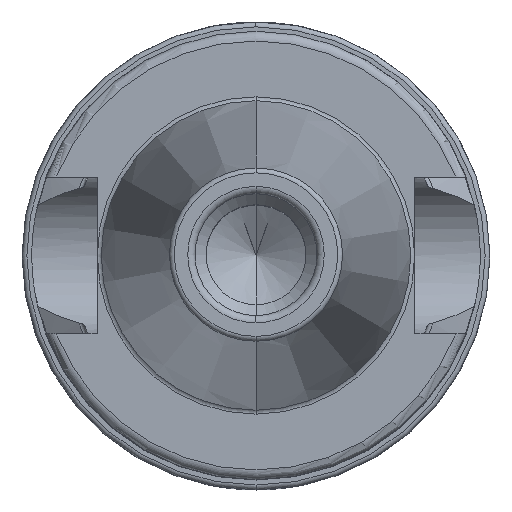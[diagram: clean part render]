
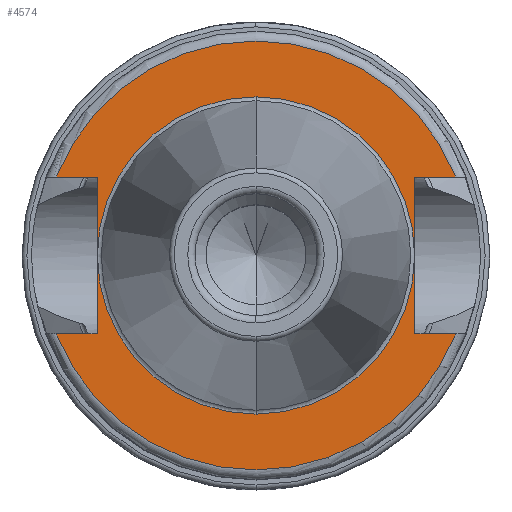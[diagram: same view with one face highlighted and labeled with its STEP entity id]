
A CAD part, top view. The second image highlights one B-rep face of the part: STEP entity #4574.
In plain terms, the highlighted planar face has unit normal (0, 0, 1).
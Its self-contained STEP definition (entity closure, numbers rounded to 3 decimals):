
#1573=DIRECTION('',(1,0,0));
#1574=VECTOR('',#1573,4.174);
#1575=CARTESIAN_POINT('',(-20.474,-8.05,20));
#1576=LINE('',#1575,#1574);
#1577=DIRECTION('',(0,1,0));
#1578=VECTOR('',#1577,16.1);
#1579=CARTESIAN_POINT('',(-16.3,-8.05,20));
#1580=LINE('',#1579,#1578);
#1581=DIRECTION('',(1,0,0));
#1582=VECTOR('',#1581,4.174);
#1583=CARTESIAN_POINT('',(-20.474,8.05,20));
#1584=LINE('',#1583,#1582);
#1585=DIRECTION('',(-1,0,0));
#1586=VECTOR('',#1585,4.174);
#1587=CARTESIAN_POINT('',(20.474,8.05,20));
#1588=LINE('',#1587,#1586);
#1589=DIRECTION('',(0,-1,0));
#1590=VECTOR('',#1589,16.1);
#1591=CARTESIAN_POINT('',(16.3,8.05,20));
#1592=LINE('',#1591,#1590);
#1593=DIRECTION('',(-1,0,0));
#1594=VECTOR('',#1593,4.174);
#1595=CARTESIAN_POINT('',(20.474,-8.05,20));
#1596=LINE('',#1595,#1594);
#1607=CARTESIAN_POINT('',(0,0,20));
#1608=DIRECTION('',(0,0,1));
#1609=DIRECTION('',(0,1,0));
#1610=AXIS2_PLACEMENT_3D('',#1607,#1608,#1609);
#1612=CARTESIAN_POINT('',(0,0,20));
#1613=DIRECTION('',(0,0,-1));
#1614=DIRECTION('',(0,1,0));
#1615=AXIS2_PLACEMENT_3D('',#1612,#1613,#1614);
#1906=CARTESIAN_POINT('',(0,0,20));
#1907=DIRECTION('',(0,0,1));
#1908=DIRECTION('',(-0.931,-0.366,0));
#1909=AXIS2_PLACEMENT_3D('',#1906,#1907,#1908);
#1923=CARTESIAN_POINT('',(0,0,20));
#1924=DIRECTION('',(0,0,1));
#1925=DIRECTION('',(0.931,0.366,0));
#1926=AXIS2_PLACEMENT_3D('',#1923,#1924,#1925);
#2197=CARTESIAN_POINT('',(-20.474,-8.05,20));
#2198=CARTESIAN_POINT('',(-16.3,-8.05,20));
#2199=VERTEX_POINT('',#2197);
#2200=VERTEX_POINT('',#2198);
#2201=CARTESIAN_POINT('',(-16.3,8.05,20));
#2202=VERTEX_POINT('',#2201);
#2203=CARTESIAN_POINT('',(-20.474,8.05,20));
#2204=VERTEX_POINT('',#2203);
#2205=CARTESIAN_POINT('',(16.3,8.05,20));
#2206=CARTESIAN_POINT('',(16.3,-8.05,20));
#2207=VERTEX_POINT('',#2205);
#2208=VERTEX_POINT('',#2206);
#2209=CARTESIAN_POINT('',(20.474,-8.05,20));
#2210=VERTEX_POINT('',#2209);
#2211=CARTESIAN_POINT('',(20.474,8.05,20));
#2212=VERTEX_POINT('',#2211);
#2259=CARTESIAN_POINT('',(0,16.275,20));
#2261=VERTEX_POINT('',#2259);
#2265=CARTESIAN_POINT('',(0,-16.275,20));
#2267=VERTEX_POINT('',#2265);
#4551=CARTESIAN_POINT('',(0,0,20));
#4552=DIRECTION('',(0,0,-1));
#4553=DIRECTION('',(0,-1,0));
#4554=AXIS2_PLACEMENT_3D('',#4551,#4552,#4553);
#4555=PLANE('',#4554);
#4556=ORIENTED_EDGE('',*,*,#4542,.T.);
#4557=ORIENTED_EDGE('',*,*,#4368,.T.);
#4558=ORIENTED_EDGE('',*,*,#4387,.F.);
#4560=ORIENTED_EDGE('',*,*,#4559,.F.);
#4561=ORIENTED_EDGE('',*,*,#4467,.T.);
#4562=ORIENTED_EDGE('',*,*,#4485,.T.);
#4563=ORIENTED_EDGE('',*,*,#4502,.F.);
#4565=ORIENTED_EDGE('',*,*,#4564,.F.);
#4566=EDGE_LOOP('',(#4556,#4557,#4558,#4560,#4561,#4562,#4563,#4565));
#4567=FACE_OUTER_BOUND('',#4566,.F.);
#4569=ORIENTED_EDGE('',*,*,#4568,.T.);
#4571=ORIENTED_EDGE('',*,*,#4570,.F.);
#4572=EDGE_LOOP('',(#4569,#4571));
#4573=FACE_BOUND('',#4572,.F.);
#4574=ADVANCED_FACE('',(#4567,#4573),#4555,.F.);
#1611=CIRCLE('',#1610,16.275);
#1616=CIRCLE('',#1615,16.275);
#1910=CIRCLE('',#1909,22);
#1927=CIRCLE('',#1926,22);
#4368=EDGE_CURVE('',#2200,#2202,#1580,.T.);
#4387=EDGE_CURVE('',#2204,#2202,#1584,.T.);
#4467=EDGE_CURVE('',#2212,#2207,#1588,.T.);
#4485=EDGE_CURVE('',#2207,#2208,#1592,.T.);
#4502=EDGE_CURVE('',#2210,#2208,#1596,.T.);
#4542=EDGE_CURVE('',#2199,#2200,#1576,.T.);
#4559=EDGE_CURVE('',#2212,#2204,#1927,.T.);
#4564=EDGE_CURVE('',#2199,#2210,#1910,.T.);
#4568=EDGE_CURVE('',#2261,#2267,#1611,.T.);
#4570=EDGE_CURVE('',#2261,#2267,#1616,.T.);
